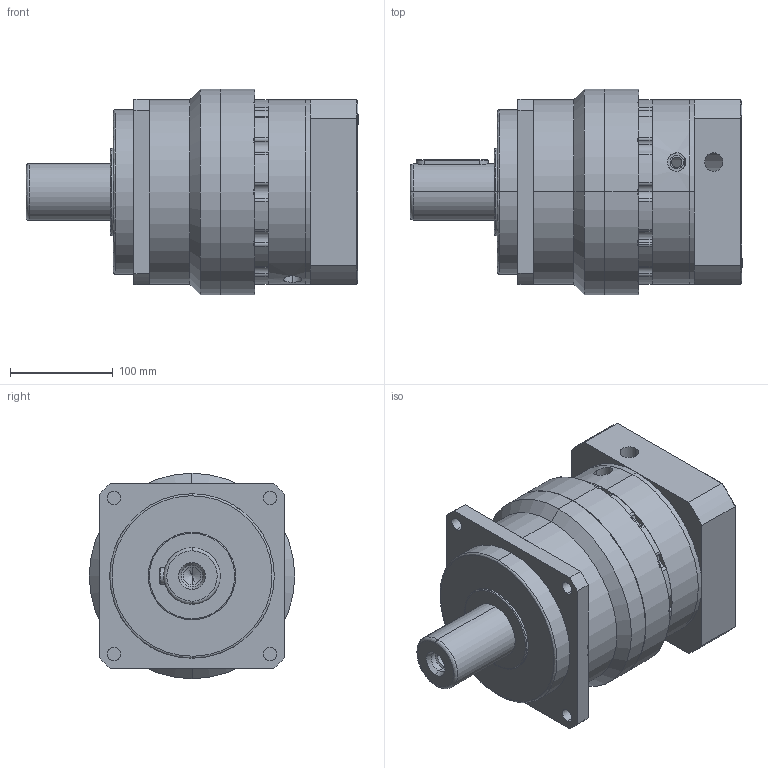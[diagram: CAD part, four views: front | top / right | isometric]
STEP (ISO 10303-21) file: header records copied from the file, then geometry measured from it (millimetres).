
FILE_DESCRIPTION (( 'STEP AP214' ), '1' );
FILE_NAME ('PB180-L1-42-114.3-200M12Z119.STEP', '2024-01-10T06:23:59', ( 'admin' ), ( '' ), 'SwSTEP 2.0', 'SolidWorks 2013', '' );
FILE_SCHEMA (( 'AUTOMOTIVE_DESIGN' ));
Length unit declared in the file: millimetre
Products named in the file (5): SB180_X2_57AB677F_X0_; PB180-114.3-200m12; PB180_X2_8F9351657AEF58F34F53_X0_; PB180-L1-42-114.3-200M12Z119; PB180_X2_8F9351FA7AEF_X0_2
Assembly tree (4 placements, depth 2):
  PB180-L1-42-114.3-200M12Z119
    PB180_X2_8F9351657AEF58F34F53_X0_
    PB180-114.3-200m12
    SB180_X2_57AB677F_X0_
    PB180_X2_8F9351FA7AEF_X0_2
Bounding box: 323 x 200 x 200 mm (x, y, z)
Volume: 5933139.9 mm3; surface area: 536727.6 mm2
Topology: 10 solids, 10 shells, 727 faces, 1812 edges, 1126 vertices
Faces by surface type: cylinder 406, cone 119, plane 118, torus 47, bspline 37
Entity records: 33112 total; most frequent: CARTESIAN_POINT 7047, DIRECTION 4075, ORIENTED_EDGE 3580, EDGE_CURVE 1790, AXIS2_PLACEMENT_3D 1713, VERTEX_POINT 1126, CIRCLE 1016, EDGE_LOOP 846
